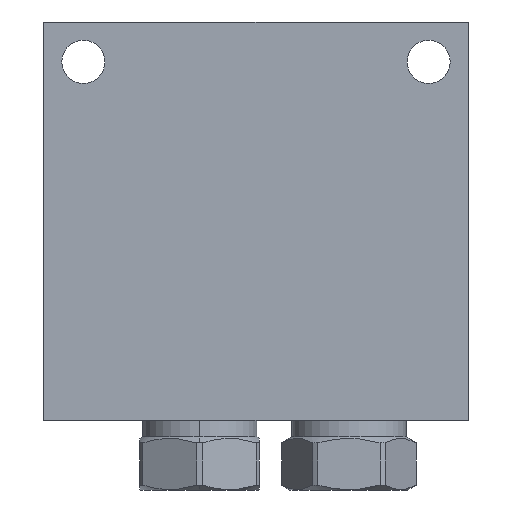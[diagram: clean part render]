
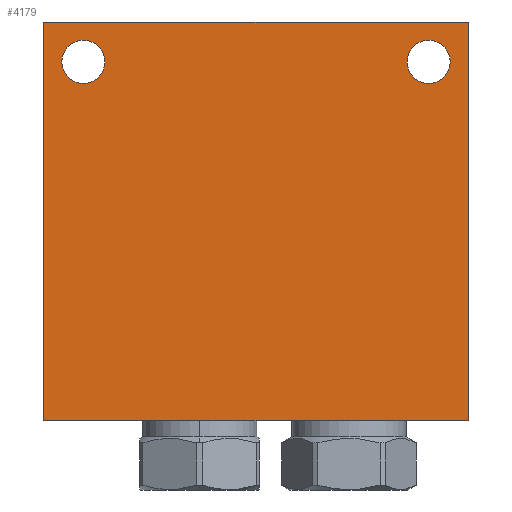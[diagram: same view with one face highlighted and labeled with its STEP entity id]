
A CAD part, left-side view. The second image highlights one B-rep face of the part: STEP entity #4179.
In plain terms, the highlighted planar face has unit normal (-1, 0, 0).
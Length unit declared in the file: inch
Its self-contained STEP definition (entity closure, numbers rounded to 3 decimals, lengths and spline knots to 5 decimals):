
#1=DIRECTION('',(0.,-1.,0.));
#2=VECTOR('',#1,4.);
#3=CARTESIAN_POINT('',(0.,0.,0.));
#4=LINE('',#3,#2);
#57=DIRECTION('',(0.,0.,1.));
#58=VECTOR('',#57,3.75);
#59=CARTESIAN_POINT('',(0.,0.,0.));
#60=LINE('',#59,#58);
#61=CARTESIAN_POINT('',(0.,-0.375,3.375));
#62=DIRECTION('',(1.,0.,0.));
#63=DIRECTION('',(0.,0.,-1.));
#64=AXIS2_PLACEMENT_3D('',#61,#62,#63);
#66=CARTESIAN_POINT('',(0.,-0.375,3.375));
#67=DIRECTION('',(1.,0.,0.));
#68=DIRECTION('',(0.,0.,1.));
#69=AXIS2_PLACEMENT_3D('',#66,#67,#68);
#71=CARTESIAN_POINT('',(0.,-3.625,3.375));
#72=DIRECTION('',(1.,0.,0.));
#73=DIRECTION('',(0.,0.,-1.));
#74=AXIS2_PLACEMENT_3D('',#71,#72,#73);
#76=CARTESIAN_POINT('',(0.,-3.625,3.375));
#77=DIRECTION('',(1.,0.,0.));
#78=DIRECTION('',(0.,0.,1.));
#79=AXIS2_PLACEMENT_3D('',#76,#77,#78);
#149=DIRECTION('',(0.,0.,1.));
#150=VECTOR('',#149,3.75);
#151=CARTESIAN_POINT('',(0.,-4.,0.));
#152=LINE('',#151,#150);
#173=DIRECTION('',(0.,-1.,0.));
#174=VECTOR('',#173,4.);
#175=CARTESIAN_POINT('',(0.,0.,3.75));
#176=LINE('',#175,#174);
#3645=CARTESIAN_POINT('',(0.,0.,0.));
#3646=CARTESIAN_POINT('',(0.,-4.,0.));
#3647=VERTEX_POINT('',#3645);
#3648=VERTEX_POINT('',#3646);
#3653=CARTESIAN_POINT('',(0.,0.,3.75));
#3654=CARTESIAN_POINT('',(0.,-4.,3.75));
#3655=VERTEX_POINT('',#3653);
#3656=VERTEX_POINT('',#3654);
#4067=CARTESIAN_POINT('',(0.,-0.375,3.172));
#4068=CARTESIAN_POINT('',(0.,-0.375,3.578));
#4069=VERTEX_POINT('',#4067);
#4070=VERTEX_POINT('',#4068);
#4079=CARTESIAN_POINT('',(0.,-3.625,3.172));
#4080=CARTESIAN_POINT('',(0.,-3.625,3.578));
#4081=VERTEX_POINT('',#4079);
#4082=VERTEX_POINT('',#4080);
#4153=CARTESIAN_POINT('',(0.,0.,0.));
#4154=DIRECTION('',(-1.,0.,0.));
#4155=DIRECTION('',(0.,-1.,0.));
#4156=AXIS2_PLACEMENT_3D('',#4153,#4154,#4155);
#4157=PLANE('',#4156);
#4158=ORIENTED_EDGE('',*,*,#4118,.F.);
#4160=ORIENTED_EDGE('',*,*,#4159,.T.);
#4162=ORIENTED_EDGE('',*,*,#4161,.T.);
#4164=ORIENTED_EDGE('',*,*,#4163,.F.);
#4165=EDGE_LOOP('',(#4158,#4160,#4162,#4164));
#4166=FACE_OUTER_BOUND('',#4165,.F.);
#4168=ORIENTED_EDGE('',*,*,#4167,.F.);
#4170=ORIENTED_EDGE('',*,*,#4169,.F.);
#4171=EDGE_LOOP('',(#4168,#4170));
#4172=FACE_BOUND('',#4171,.F.);
#4174=ORIENTED_EDGE('',*,*,#4173,.F.);
#4176=ORIENTED_EDGE('',*,*,#4175,.F.);
#4177=EDGE_LOOP('',(#4174,#4176));
#4178=FACE_BOUND('',#4177,.F.);
#4179=ADVANCED_FACE('',(#4166,#4172,#4178),#4157,.T.);
#65=CIRCLE('',#64,0.203);
#70=CIRCLE('',#69,0.203);
#75=CIRCLE('',#74,0.203);
#80=CIRCLE('',#79,0.203);
#4118=EDGE_CURVE('',#3647,#3648,#4,.T.);
#4159=EDGE_CURVE('',#3647,#3655,#60,.T.);
#4161=EDGE_CURVE('',#3655,#3656,#176,.T.);
#4163=EDGE_CURVE('',#3648,#3656,#152,.T.);
#4167=EDGE_CURVE('',#4069,#4070,#65,.T.);
#4169=EDGE_CURVE('',#4070,#4069,#70,.T.);
#4173=EDGE_CURVE('',#4081,#4082,#75,.T.);
#4175=EDGE_CURVE('',#4082,#4081,#80,.T.);
